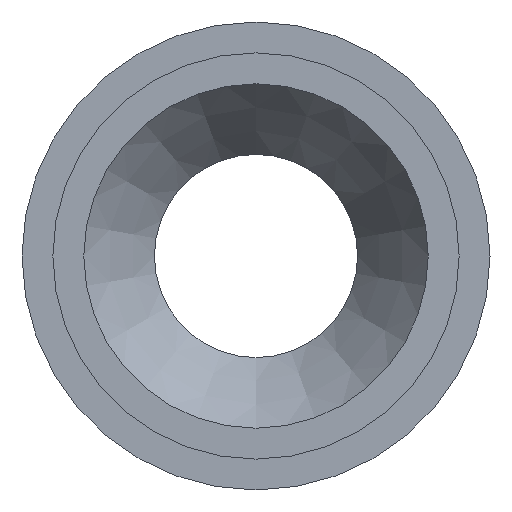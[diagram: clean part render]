
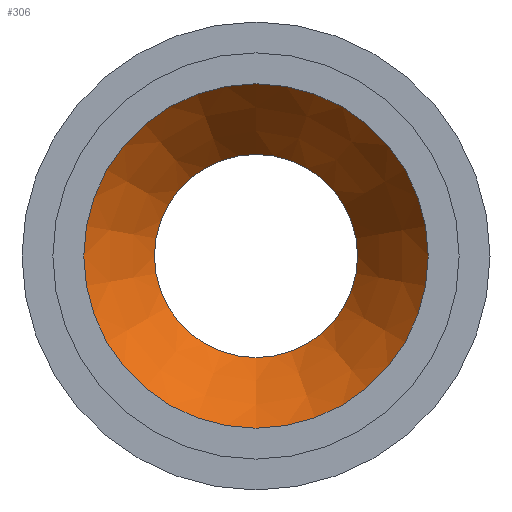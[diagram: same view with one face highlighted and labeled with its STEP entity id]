
A CAD part, front view. The second image highlights one B-rep face of the part: STEP entity #306.
In plain terms, the highlighted conical face has half-angle 35 degrees and reference radius 10.6 mm.
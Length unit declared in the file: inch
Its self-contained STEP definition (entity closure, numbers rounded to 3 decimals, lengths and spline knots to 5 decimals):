
#27 = EDGE_CURVE ( 'NONE', #336, #336, #43, .T. ) ;
#43 = CIRCLE ( 'NONE', #86, 0.24606 ) ;
#49 = VERTEX_POINT ( 'NONE', #69 ) ;
#69 = CARTESIAN_POINT ( 'NONE',  ( 0.41732, 1.5, 0. ) ) ;
#78 = CARTESIAN_POINT ( 'NONE',  ( 0., 1.5, 0. ) ) ;
#86 = AXIS2_PLACEMENT_3D ( 'NONE', #289, #87, #253 ) ;
#87 = DIRECTION ( 'NONE',  ( 0., 1., 0. ) ) ;
#92 = EDGE_CURVE ( 'NONE', #49, #49, #223, .T. ) ;
#102 = AXIS2_PLACEMENT_3D ( 'NONE', #131, #224, #260 ) ;
#115 = ORIENTED_EDGE ( 'NONE', *, *, #27, .T. ) ;
#117 = DIRECTION ( 'NONE',  ( 0., -1., 0. ) ) ;
#131 = CARTESIAN_POINT ( 'NONE',  ( 0., 1.5, 0. ) ) ;
#158 = FACE_BOUND ( 'NONE', #280, .T. ) ;
#210 = EDGE_LOOP ( 'NONE', ( #211 ) ) ;
#211 = ORIENTED_EDGE ( 'NONE', *, *, #92, .F. ) ;
#223 = CIRCLE ( 'NONE', #102, 0.41732 ) ;
#224 = DIRECTION ( 'NONE',  ( 0., 1., 0. ) ) ;
#253 = DIRECTION ( 'NONE',  ( 0., 0., -1. ) ) ;
#260 = DIRECTION ( 'NONE',  ( 1., 0., 0. ) ) ;
#278 = CONICAL_SURFACE ( 'NONE', #314, 0.41732, 0.611 ) ;
#280 = EDGE_LOOP ( 'NONE', ( #115 ) ) ;
#281 = DIRECTION ( 'NONE',  ( 0., 0., -1. ) ) ;
#289 = CARTESIAN_POINT ( 'NONE',  ( 0., 1.74458, 0. ) ) ;
#302 = CARTESIAN_POINT ( 'NONE',  ( 0., 1.74458, -0.24606 ) ) ;
#306 = ADVANCED_FACE ( 'NONE', ( #327, #158 ), #278, .F. ) ;
#314 = AXIS2_PLACEMENT_3D ( 'NONE', #78, #117, #281 ) ;
#327 = FACE_OUTER_BOUND ( 'NONE', #210, .T. ) ;
#336 = VERTEX_POINT ( 'NONE', #302 ) ;
